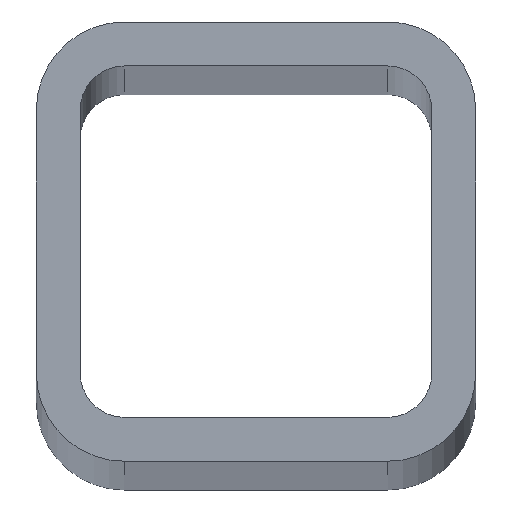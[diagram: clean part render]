
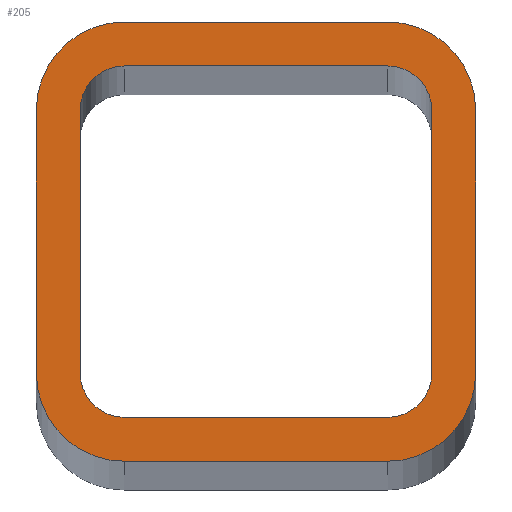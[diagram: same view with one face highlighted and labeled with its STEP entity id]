
A CAD part, top view. The second image highlights one B-rep face of the part: STEP entity #205.
In plain terms, the highlighted planar face has unit normal (0, 0, 1).
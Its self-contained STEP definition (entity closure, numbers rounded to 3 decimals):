
#5 = EDGE_CURVE ( 'NONE', #231, #569, #174, .T. ) ;
#13 = CARTESIAN_POINT ( 'NONE',  ( 24., -24., 3000. ) ) ;
#15 = CARTESIAN_POINT ( 'NONE',  ( 32., 24., 3000. ) ) ;
#17 = DIRECTION ( 'NONE',  ( -1., 0., 0. ) ) ;
#22 = DIRECTION ( 'NONE',  ( 1., 0., 0. ) ) ;
#28 = EDGE_CURVE ( 'NONE', #458, #275, #254, .T. ) ;
#31 = VERTEX_POINT ( 'NONE', #301 ) ;
#35 = CARTESIAN_POINT ( 'NONE',  ( -24., -40., 3000. ) ) ;
#37 = EDGE_CURVE ( 'NONE', #275, #31, #369, .T. ) ;
#40 = EDGE_CURVE ( 'NONE', #537, #568, #560, .T. ) ;
#42 = ORIENTED_EDGE ( 'NONE', *, *, #491, .F. ) ;
#57 = DIRECTION ( 'NONE',  ( 0., 0., 1. ) ) ;
#62 = ORIENTED_EDGE ( 'NONE', *, *, #555, .T. ) ;
#76 = ORIENTED_EDGE ( 'NONE', *, *, #120, .F. ) ;
#79 = LINE ( 'NONE', #216, #171 ) ;
#87 = VERTEX_POINT ( 'NONE', #290 ) ;
#93 = CARTESIAN_POINT ( 'NONE',  ( -32., -24., 3000. ) ) ;
#95 = AXIS2_PLACEMENT_3D ( 'NONE', #289, #474, #22 ) ;
#102 = AXIS2_PLACEMENT_3D ( 'NONE', #385, #145, #109 ) ;
#107 = DIRECTION ( 'NONE',  ( 0., -1., 0. ) ) ;
#109 = DIRECTION ( 'NONE',  ( -1., 0., 0. ) ) ;
#113 = LINE ( 'NONE', #493, #381 ) ;
#115 = LINE ( 'NONE', #160, #212 ) ;
#120 = EDGE_CURVE ( 'NONE', #31, #278, #115, .T. ) ;
#133 = VERTEX_POINT ( 'NONE', #398 ) ;
#138 = ORIENTED_EDGE ( 'NONE', *, *, #28, .F. ) ;
#139 = AXIS2_PLACEMENT_3D ( 'NONE', #195, #431, #17 ) ;
#140 = CIRCLE ( 'NONE', #516, 8. ) ;
#143 = VERTEX_POINT ( 'NONE', #585 ) ;
#145 = DIRECTION ( 'NONE',  ( 0., 0., 1. ) ) ;
#150 = DIRECTION ( 'NONE',  ( -1., 0., 0. ) ) ;
#152 = LINE ( 'NONE', #342, #201 ) ;
#160 = CARTESIAN_POINT ( 'NONE',  ( -32., 24., 3000. ) ) ;
#171 = VECTOR ( 'NONE', #510, 1000. ) ;
#174 = CIRCLE ( 'NONE', #224, 16. ) ;
#177 = ORIENTED_EDGE ( 'NONE', *, *, #372, .F. ) ;
#182 = CARTESIAN_POINT ( 'NONE',  ( 24., -24., 3000. ) ) ;
#184 = EDGE_CURVE ( 'NONE', #87, #537, #113, .T. ) ;
#195 = CARTESIAN_POINT ( 'NONE',  ( -24., -24., 3000. ) ) ;
#196 = DIRECTION ( 'NONE',  ( 0., 0., -1. ) ) ;
#200 = CARTESIAN_POINT ( 'NONE',  ( -24., -32., 3000. ) ) ;
#201 = VECTOR ( 'NONE', #539, 1000. ) ;
#205 = ADVANCED_FACE ( 'NONE', ( #438, #541 ), #337, .F. ) ;
#212 = VECTOR ( 'NONE', #597, 1000. ) ;
#215 = ORIENTED_EDGE ( 'NONE', *, *, #5, .T. ) ;
#216 = CARTESIAN_POINT ( 'NONE',  ( 40., 24., 3000. ) ) ;
#220 = CIRCLE ( 'NONE', #282, 16. ) ;
#224 = AXIS2_PLACEMENT_3D ( 'NONE', #13, #390, #473 ) ;
#225 = EDGE_CURVE ( 'NONE', #386, #87, #220, .T. ) ;
#228 = EDGE_CURVE ( 'NONE', #464, #143, #292, .T. ) ;
#230 = DIRECTION ( 'NONE',  ( 0., 0., 1. ) ) ;
#231 = VERTEX_POINT ( 'NONE', #538 ) ;
#234 = DIRECTION ( 'NONE',  ( 1., 0., 0. ) ) ;
#235 = VERTEX_POINT ( 'NONE', #200 ) ;
#238 = AXIS2_PLACEMENT_3D ( 'NONE', #277, #424, #421 ) ;
#244 = ORIENTED_EDGE ( 'NONE', *, *, #353, .T. ) ;
#254 = LINE ( 'NONE', #490, #262 ) ;
#261 = EDGE_CURVE ( 'NONE', #278, #235, #460, .T. ) ;
#262 = VECTOR ( 'NONE', #482, 1000. ) ;
#270 = ORIENTED_EDGE ( 'NONE', *, *, #288, .F. ) ;
#275 = VERTEX_POINT ( 'NONE', #327 ) ;
#277 = CARTESIAN_POINT ( 'NONE',  ( -24., -24., 3000. ) ) ;
#278 = VERTEX_POINT ( 'NONE', #93 ) ;
#282 = AXIS2_PLACEMENT_3D ( 'NONE', #341, #498, #533 ) ;
#283 = VECTOR ( 'NONE', #579, 1000. ) ;
#288 = EDGE_CURVE ( 'NONE', #143, #458, #140, .T. ) ;
#289 = CARTESIAN_POINT ( 'NONE',  ( 24., 24., 3000. ) ) ;
#290 = CARTESIAN_POINT ( 'NONE',  ( -40., 24., 3000. ) ) ;
#292 = LINE ( 'NONE', #15, #370 ) ;
#301 = CARTESIAN_POINT ( 'NONE',  ( -32., 24., 3000. ) ) ;
#302 = CIRCLE ( 'NONE', #351, 8. ) ;
#315 = CARTESIAN_POINT ( 'NONE',  ( 40., -24., 3000. ) ) ;
#317 = EDGE_LOOP ( 'NONE', ( #437, #138, #270, #518, #177, #42, #394, #76 ) ) ;
#327 = CARTESIAN_POINT ( 'NONE',  ( -24., 32., 3000. ) ) ;
#337 = PLANE ( 'NONE',  #523 ) ;
#341 = CARTESIAN_POINT ( 'NONE',  ( -24., 24., 3000. ) ) ;
#342 = CARTESIAN_POINT ( 'NONE',  ( -24., -32., 3000. ) ) ;
#351 = AXIS2_PLACEMENT_3D ( 'NONE', #182, #57, #234 ) ;
#353 = EDGE_CURVE ( 'NONE', #380, #386, #384, .T. ) ;
#355 = CARTESIAN_POINT ( 'NONE',  ( -24., -40., 3000. ) ) ;
#357 = LINE ( 'NONE', #35, #524 ) ;
#359 = ORIENTED_EDGE ( 'NONE', *, *, #225, .T. ) ;
#369 = CIRCLE ( 'NONE', #102, 8. ) ;
#370 = VECTOR ( 'NONE', #478, 1000. ) ;
#372 = EDGE_CURVE ( 'NONE', #133, #464, #302, .T. ) ;
#379 = CARTESIAN_POINT ( 'NONE',  ( 24., 40., 3000. ) ) ;
#380 = VERTEX_POINT ( 'NONE', #379 ) ;
#381 = VECTOR ( 'NONE', #107, 1000. ) ;
#384 = LINE ( 'NONE', #530, #283 ) ;
#385 = CARTESIAN_POINT ( 'NONE',  ( -24., 24., 3000. ) ) ;
#386 = VERTEX_POINT ( 'NONE', #576 ) ;
#390 = DIRECTION ( 'NONE',  ( 0., 0., 1. ) ) ;
#393 = EDGE_CURVE ( 'NONE', #604, #380, #601, .T. ) ;
#394 = ORIENTED_EDGE ( 'NONE', *, *, #261, .F. ) ;
#398 = CARTESIAN_POINT ( 'NONE',  ( 24., -32., 3000. ) ) ;
#407 = EDGE_LOOP ( 'NONE', ( #359, #503, #497, #62, #215, #577, #573, #244 ) ) ;
#410 = CARTESIAN_POINT ( 'NONE',  ( 40., 24., 3000. ) ) ;
#421 = DIRECTION ( 'NONE',  ( -1., 0., 0. ) ) ;
#424 = DIRECTION ( 'NONE',  ( 0., 0., 1. ) ) ;
#431 = DIRECTION ( 'NONE',  ( 0., 0., 1. ) ) ;
#437 = ORIENTED_EDGE ( 'NONE', *, *, #37, .F. ) ;
#438 = FACE_OUTER_BOUND ( 'NONE', #407, .T. ) ;
#444 = CARTESIAN_POINT ( 'NONE',  ( 32., -24., 3000. ) ) ;
#446 = CARTESIAN_POINT ( 'NONE',  ( -24., 24., 3000. ) ) ;
#458 = VERTEX_POINT ( 'NONE', #534 ) ;
#460 = CIRCLE ( 'NONE', #238, 8. ) ;
#464 = VERTEX_POINT ( 'NONE', #444 ) ;
#472 = DIRECTION ( 'NONE',  ( 1., 0., 0. ) ) ;
#473 = DIRECTION ( 'NONE',  ( 1., 0., 0. ) ) ;
#474 = DIRECTION ( 'NONE',  ( 0., 0., 1. ) ) ;
#478 = DIRECTION ( 'NONE',  ( 0., 1., 0. ) ) ;
#482 = DIRECTION ( 'NONE',  ( -1., 0., 0. ) ) ;
#490 = CARTESIAN_POINT ( 'NONE',  ( -24., 32., 3000. ) ) ;
#491 = EDGE_CURVE ( 'NONE', #235, #133, #152, .T. ) ;
#493 = CARTESIAN_POINT ( 'NONE',  ( -40., 24., 3000. ) ) ;
#497 = ORIENTED_EDGE ( 'NONE', *, *, #40, .T. ) ;
#498 = DIRECTION ( 'NONE',  ( 0., 0., 1. ) ) ;
#503 = ORIENTED_EDGE ( 'NONE', *, *, #184, .T. ) ;
#510 = DIRECTION ( 'NONE',  ( 0., 1., 0. ) ) ;
#514 = EDGE_CURVE ( 'NONE', #569, #604, #79, .T. ) ;
#516 = AXIS2_PLACEMENT_3D ( 'NONE', #519, #230, #472 ) ;
#518 = ORIENTED_EDGE ( 'NONE', *, *, #228, .F. ) ;
#519 = CARTESIAN_POINT ( 'NONE',  ( 24., 24., 3000. ) ) ;
#523 = AXIS2_PLACEMENT_3D ( 'NONE', #446, #196, #150 ) ;
#524 = VECTOR ( 'NONE', #564, 1000. ) ;
#530 = CARTESIAN_POINT ( 'NONE',  ( -24., 40., 3000. ) ) ;
#533 = DIRECTION ( 'NONE',  ( -1., 0., 0. ) ) ;
#534 = CARTESIAN_POINT ( 'NONE',  ( 24., 32., 3000. ) ) ;
#537 = VERTEX_POINT ( 'NONE', #608 ) ;
#538 = CARTESIAN_POINT ( 'NONE',  ( 24., -40., 3000. ) ) ;
#539 = DIRECTION ( 'NONE',  ( 1., 0., 0. ) ) ;
#541 = FACE_BOUND ( 'NONE', #317, .T. ) ;
#555 = EDGE_CURVE ( 'NONE', #568, #231, #357, .T. ) ;
#560 = CIRCLE ( 'NONE', #139, 16. ) ;
#564 = DIRECTION ( 'NONE',  ( 1., 0., 0. ) ) ;
#568 = VERTEX_POINT ( 'NONE', #355 ) ;
#569 = VERTEX_POINT ( 'NONE', #315 ) ;
#573 = ORIENTED_EDGE ( 'NONE', *, *, #393, .T. ) ;
#576 = CARTESIAN_POINT ( 'NONE',  ( -24., 40., 3000. ) ) ;
#577 = ORIENTED_EDGE ( 'NONE', *, *, #514, .T. ) ;
#579 = DIRECTION ( 'NONE',  ( -1., 0., 0. ) ) ;
#585 = CARTESIAN_POINT ( 'NONE',  ( 32., 24., 3000. ) ) ;
#597 = DIRECTION ( 'NONE',  ( 0., -1., 0. ) ) ;
#601 = CIRCLE ( 'NONE', #95, 16. ) ;
#604 = VERTEX_POINT ( 'NONE', #410 ) ;
#608 = CARTESIAN_POINT ( 'NONE',  ( -40., -24., 3000. ) ) ;
